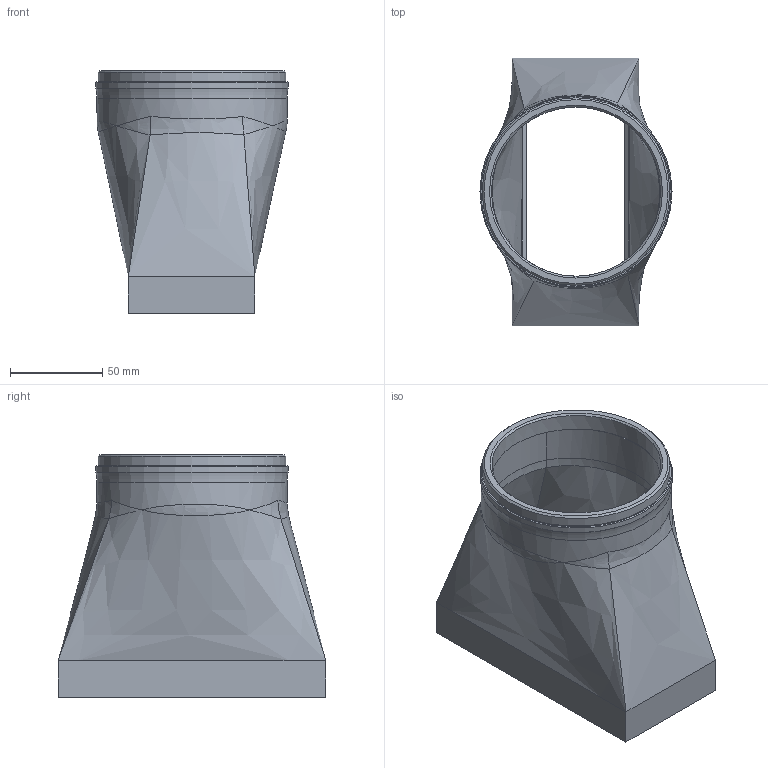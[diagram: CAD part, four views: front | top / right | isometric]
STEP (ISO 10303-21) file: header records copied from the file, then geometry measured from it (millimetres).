
FILE_DESCRIPTION(/* description */ (''),/* implementation_level */ '2;1');
FILE_NAME(/* name */ 'Inlet (no filter).step',/* time_stamp */ '2025-12-22T22:16:52-07:00',/* author */ (''),/* organization */ (''),/* preprocessor_version */ 'ST-DEVELOPER v20.1',/* originating_system */ 'Autodesk Translation Framework v14.21.0.0',/* authorisation */ '');
FILE_SCHEMA (('AUTOMOTIVE_DESIGN { 1 0 10303 214 3 1 1 }'));
Length unit declared in the file: millimetre
Products named in the file (1): 2025-12-22-02-21-35-290
Bounding box: 104 x 145 x 131.5 mm (x, y, z)
Volume: 248860.3 mm3; surface area: 97608.8 mm2
Topology: 1 solids, 1 shells, 56 faces, 166 edges, 105 vertices
Faces by surface type: bspline 24, plane 23, cylinder 4, torus 3, cone 2
Full cylindrical faces by diameter (mm): 91.6 x1, 101.6 x1, 103 x1, 104 x1
Entity records: 2878 total; most frequent: CARTESIAN_POINT 1585, ORIENTED_EDGE 316, DIRECTION 172, EDGE_CURVE 158, VERTEX_POINT 105, B_SPLINE_CURVE_WITH_KNOTS 74, LINE 62, VECTOR 62
